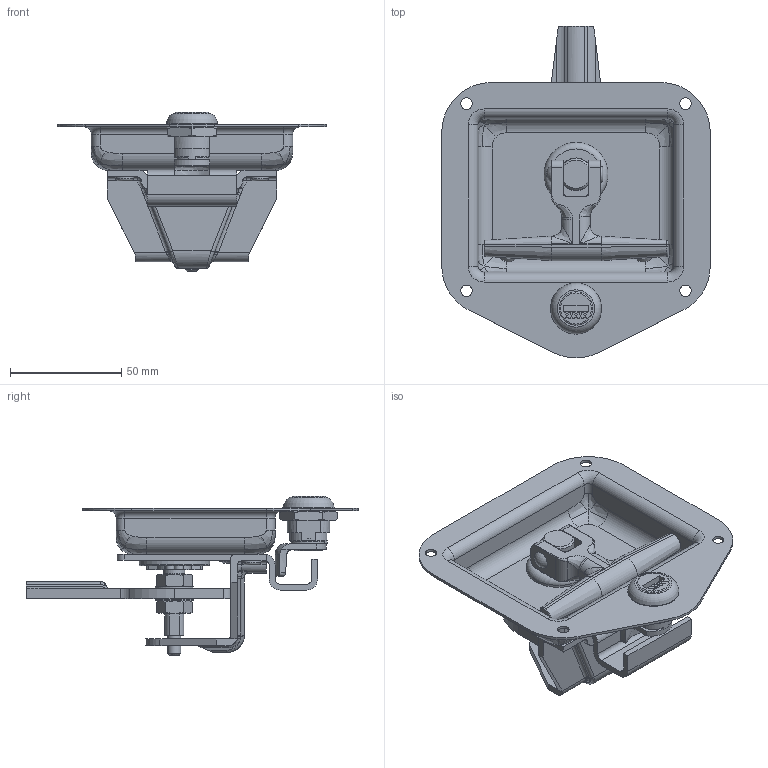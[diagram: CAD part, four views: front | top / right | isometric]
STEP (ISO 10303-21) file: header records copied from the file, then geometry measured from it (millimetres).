
FILE_DESCRIPTION(/* description */ (''),/* implementation_level */ '2;1');
FILE_NAME(/* name */ '13-8400-SSR.stp',/* time_stamp */ '2020-11-24T17:13:30-05:00',/* author */ ('jenniferk'),/* organization */ (''),/* preprocessor_version */ 'ST-DEVELOPER v18.1',/* originating_system */ 'Autodesk Inventor 2020',/* authorisation */ '');
FILE_SCHEMA (('AUTOMOTIVE_DESIGN { 1 0 10303 214 3 1 1 }'));
Products named in the file (1): 13-8400-SSR_Shrinkwrap_1
Bounding box: 120.65 x 149.22 x 71.6 mm (x, y, z)
Volume: 92503.8 mm3; surface area: 85631.6 mm2
Topology: 23 solids, 23 shells, 1508 faces, 4001 edges, 2604 vertices
Faces by surface type: plane 668, bspline 392, cylinder 297, torus 84, cone 61, sphere 6
Full cylindrical faces by diameter (mm): 3.454 x1, 4.445 x1, 4.699 x1, 4.737 x2, 4.94 x2, 4.978 x4, 5.004 x1, 5.156 x4, 5.715 x1, 5.969 x1, 6.731 x2, 7.176 x1, 7.239 x1, 7.29 x1, 7.938 x2, 8.122 x2, 9.525 x1, 12.7 x3, 14.275 x1, 14.681 x2, 14.986 x2, 17.234 x2, 19.05 x2, 26.365 x1, 28.753 x1, 31.75 x1
Entity records: 61653 total; most frequent: CARTESIAN_POINT 25137, ORIENTED_EDGE 7980, DIRECTION 6014, EDGE_CURVE 3990, VERTEX_POINT 2604, AXIS2_PLACEMENT_3D 2015, LINE 1984, VECTOR 1984
